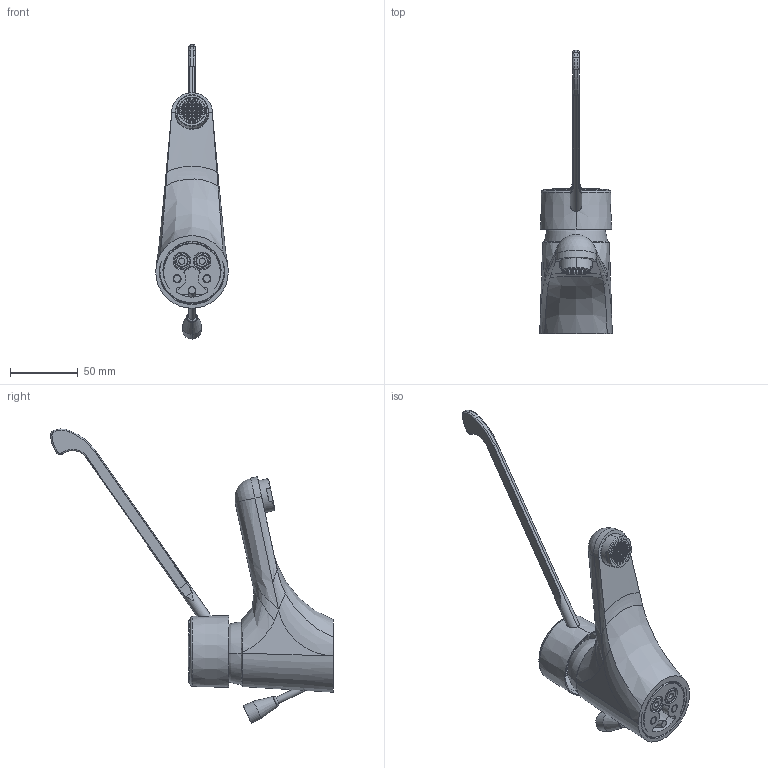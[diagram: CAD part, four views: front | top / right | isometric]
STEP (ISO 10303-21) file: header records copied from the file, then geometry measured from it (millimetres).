
FILE_DESCRIPTION((''),'2;1');
FILE_NAME('NT305CR','2021-11-10T13:38:03',('ut3'),('PAFFONI SpA'),'CREO PARAMETRIC BY PTC INC, 2020044','CREO PARAMETRIC BY PTC INC, 2020044','');
FILE_SCHEMA(('CONFIG_CONTROL_DESIGN','SHAPE_APPEARANCE_LAYERS_GROUPS'));
Length unit declared in the file: millimetre
Products named in the file (1): NT305CR
Bounding box: 53.5 x 208.58 x 216.92 mm (x, y, z)
Volume: 161588.3 mm3; surface area: 103439.4 mm2
Topology: 3 solids, 15 shells, 2871 faces, 8276 edges, 5380 vertices
Faces by surface type: plane 2117, cylinder 423, torus 149, cone 70, bspline 63, sphere 45, extrusion 4
Entity records: 116146 total; most frequent: CARTESIAN_POINT 28398, ORIENTED_EDGE 16502, DIRECTION 15422, EDGE_CURVE 8251, VERTEX_POINT 5380, VECTOR 5262, LINE 5258, AXIS2_PLACEMENT_3D 5080
